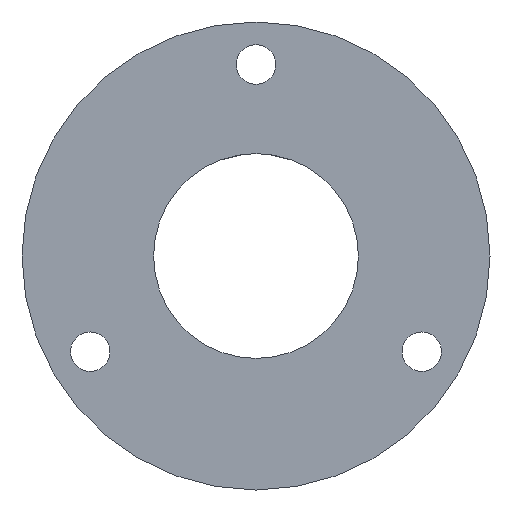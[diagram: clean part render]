
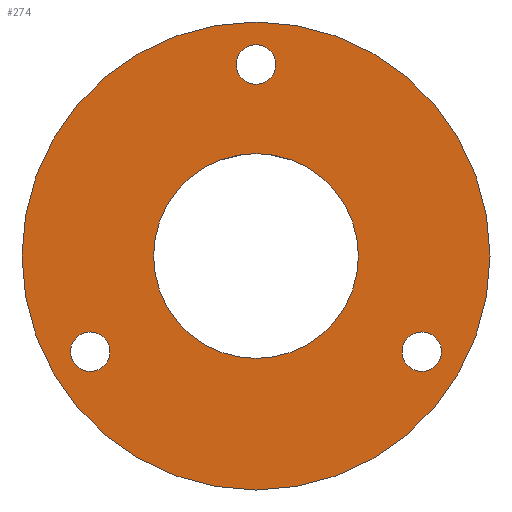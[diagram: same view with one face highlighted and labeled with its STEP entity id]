
A CAD part, front view. The second image highlights one B-rep face of the part: STEP entity #274.
In plain terms, the highlighted planar face has unit normal (0, -1, 0).
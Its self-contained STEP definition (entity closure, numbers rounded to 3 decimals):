
#57=FACE_BOUND('',#101,.T.);
#58=FACE_BOUND('',#102,.T.);
#59=FACE_BOUND('',#103,.T.);
#60=FACE_BOUND('',#104,.T.);
#63=PLANE('',#333);
#78=FACE_OUTER_BOUND('',#100,.T.);
#100=EDGE_LOOP('',(#253));
#101=EDGE_LOOP('',(#254));
#102=EDGE_LOOP('',(#255));
#103=EDGE_LOOP('',(#256));
#104=EDGE_LOOP('',(#257));
#113=CIRCLE('',#309,38.5);
#119=CIRCLE('',#320,16.85);
#121=CIRCLE('',#324,3.25);
#123=CIRCLE('',#328,3.25);
#125=CIRCLE('',#332,3.25);
#133=VERTEX_POINT('',#437);
#143=VERTEX_POINT('',#535);
#145=VERTEX_POINT('',#543);
#147=VERTEX_POINT('',#551);
#149=VERTEX_POINT('',#559);
#159=EDGE_CURVE('',#133,#133,#113,.T.);
#173=EDGE_CURVE('',#143,#143,#119,.T.);
#177=EDGE_CURVE('',#145,#145,#121,.T.);
#181=EDGE_CURVE('',#147,#147,#123,.T.);
#185=EDGE_CURVE('',#149,#149,#125,.T.);
#253=ORIENTED_EDGE('',*,*,#159,.F.);
#254=ORIENTED_EDGE('',*,*,#173,.T.);
#255=ORIENTED_EDGE('',*,*,#181,.F.);
#256=ORIENTED_EDGE('',*,*,#185,.F.);
#257=ORIENTED_EDGE('',*,*,#177,.F.);
#274=ADVANCED_FACE('',(#78,#57,#58,#59,#60),#63,.F.);
#309=AXIS2_PLACEMENT_3D('',#439,#359,#360);
#320=AXIS2_PLACEMENT_3D('',#537,#384,#385);
#324=AXIS2_PLACEMENT_3D('',#545,#394,#395);
#328=AXIS2_PLACEMENT_3D('',#553,#404,#405);
#332=AXIS2_PLACEMENT_3D('',#561,#414,#415);
#333=AXIS2_PLACEMENT_3D('',#562,#416,#417);
#359=DIRECTION('center_axis',(0.,1.,0.));
#360=DIRECTION('ref_axis',(-1.,0.,0.));
#384=DIRECTION('center_axis',(0.,1.,0.));
#385=DIRECTION('ref_axis',(1.,0.,0.));
#394=DIRECTION('center_axis',(0.,-1.,0.));
#395=DIRECTION('ref_axis',(1.,0.,0.));
#404=DIRECTION('center_axis',(0.,-1.,0.));
#405=DIRECTION('ref_axis',(1.,0.,0.));
#414=DIRECTION('center_axis',(0.,-1.,0.));
#415=DIRECTION('ref_axis',(1.,0.,0.));
#416=DIRECTION('center_axis',(0.,1.,0.));
#417=DIRECTION('ref_axis',(0.,0.,1.));
#437=CARTESIAN_POINT('',(38.5,0.,0.));
#439=CARTESIAN_POINT('Origin',(0.,0.,0.));
#535=CARTESIAN_POINT('',(-16.85,0.,0.));
#537=CARTESIAN_POINT('Origin',(0.,0.,0.));
#543=CARTESIAN_POINT('',(24.03,0.,-15.75));
#545=CARTESIAN_POINT('Origin',(27.28,0.,-15.75));
#551=CARTESIAN_POINT('',(-3.25,0.,31.5));
#553=CARTESIAN_POINT('Origin',(0.,0.,31.5));
#559=CARTESIAN_POINT('',(-30.53,0.,-15.75));
#561=CARTESIAN_POINT('Origin',(-27.28,0.,-15.75));
#562=CARTESIAN_POINT('Origin',(0.,0.,0.));
